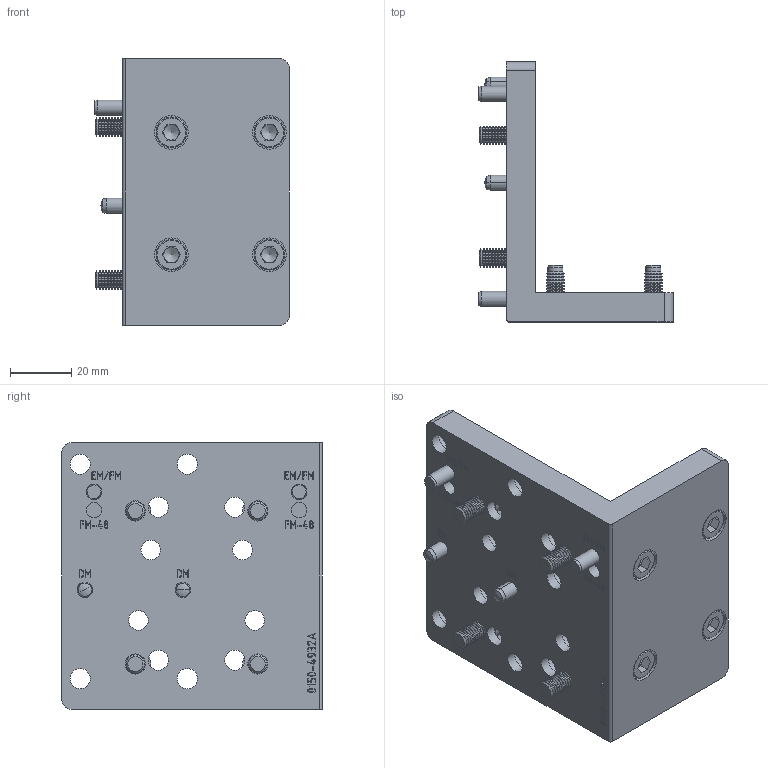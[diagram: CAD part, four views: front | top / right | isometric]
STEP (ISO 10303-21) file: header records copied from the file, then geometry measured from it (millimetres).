
FILE_DESCRIPTION (( 'STEP AP214' ), '1' );
FILE_NAME ('0186-1630_241008_Z01-MWAP02.STEP', '2024-10-08T13:52:58', ( '' ), ( '' ), 'SwSTEP 2.0', 'SolidWorks 2024', '' );
FILE_SCHEMA (( 'AUTOMOTIVE_DESIGN' ));
Length unit declared in the file: millimetre
Products named in the file (6): 0230-0721_Zyl.-Stift_5x16_STAHL-GH; 0186-1630_241008_Z01-MWAP02; 0180-2449_Z01k-MWAP02; 0230-0846_Zyl.-Stift_5x12_STAHL-GH; 0230-0847_zyl.-schr._i-6kt_M6x10_8.8_v-b; 0230-0319_zyl.-schr._i-6kt_M6x12_8.8_v-b
Assembly tree (15 placements, depth 2):
  0186-1630_241008_Z01-MWAP02
    0180-2449_Z01k-MWAP02
    0230-0721_Zyl.-Stift_5x16_STAHL-GH  x4
    0230-0847_zyl.-schr._i-6kt_M6x10_8.8_v-b  x4
    0230-0846_Zyl.-Stift_5x12_STAHL-GH  x2
    0230-0319_zyl.-schr._i-6kt_M6x12_8.8_v-b  x4
Bounding box: 63.5 x 85 x 87 mm (x, y, z)
Volume: 100009.6 mm3; surface area: 38075.7 mm2
Topology: 15 solids, 15 shells, 1183 faces, 2963 edges, 1886 vertices
Faces by surface type: plane 469, bspline 393, cone 156, cylinder 141, torus 16, sphere 8
Full cylindrical faces by diameter (mm): 5 x4, 5.05 x8, 6 x72, 6.4 x4, 6.6 x16, 10 x8, 10.5 x4, 11 x8
Entity records: 40601 total; most frequent: CARTESIAN_POINT 15960, ORIENTED_EDGE 4506, DIRECTION 2693, EDGE_CURVE 2253, VERTEX_POINT 1546, LINE 1271, VECTOR 1271, EDGE_LOOP 1103
